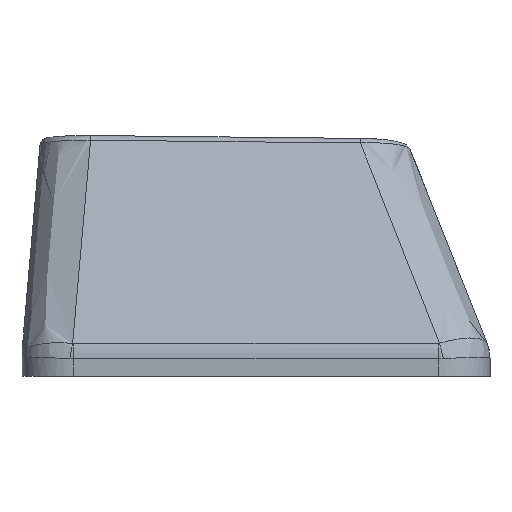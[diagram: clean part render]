
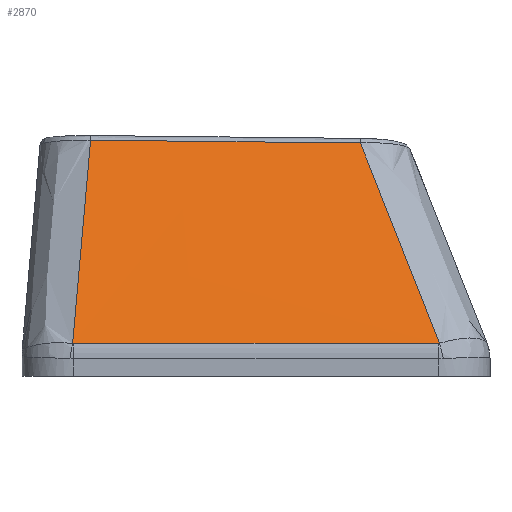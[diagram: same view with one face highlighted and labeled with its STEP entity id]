
A CAD part, left-side view. The second image highlights one B-rep face of the part: STEP entity #2870.
In plain terms, the highlighted free-form (B-spline) face has degree [3, 3] with [4, 4] control points.
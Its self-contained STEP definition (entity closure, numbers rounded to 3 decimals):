
#383=FACE_OUTER_BOUND('',#520,.T.);
#520=EDGE_LOOP('',(#2247,#2248,#2249,#2250,#2251,#2252));
#842=B_SPLINE_CURVE_WITH_KNOTS('',3,(#6163,#6164,#6165,#6166),
 .UNSPECIFIED.,.F.,.F.,(4,4),(0.,0.004),.UNSPECIFIED.);
#844=B_SPLINE_CURVE_WITH_KNOTS('',3,(#6190,#6191,#6192,#6193),
 .UNSPECIFIED.,.F.,.F.,(4,4),(0.,1.416),.UNSPECIFIED.);
#846=B_SPLINE_CURVE_WITH_KNOTS('',3,(#6217,#6218,#6219,#6220),
 .UNSPECIFIED.,.F.,.F.,(4,4),(0.,0.005),.UNSPECIFIED.);
#849=B_SPLINE_CURVE_WITH_KNOTS('',3,(#6316,#6317,#6318,#6319),
 .UNSPECIFIED.,.F.,.F.,(4,4),(0.025,0.925),
 .UNSPECIFIED.);
#850=B_SPLINE_CURVE_WITH_KNOTS('',3,(#6321,#6322,#6323,#6324),
 .UNSPECIFIED.,.F.,.F.,(4,4),(-1.047,0.),
 .UNSPECIFIED.);
#851=B_SPLINE_CURVE_WITH_KNOTS('',3,(#6325,#6326,#6327,#6328),
 .UNSPECIFIED.,.F.,.F.,(4,4),(-0.881,-0.022),
 .UNSPECIFIED.);
#1175=VERTEX_POINT('',#6122);
#1177=VERTEX_POINT('',#6161);
#1179=VERTEX_POINT('',#6188);
#1181=VERTEX_POINT('',#6215);
#1188=VERTEX_POINT('',#6315);
#1189=VERTEX_POINT('',#6320);
#1564=EDGE_CURVE('',#1177,#1175,#842,.T.);
#1567=EDGE_CURVE('',#1179,#1177,#844,.T.);
#1570=EDGE_CURVE('',#1181,#1179,#846,.T.);
#1582=EDGE_CURVE('',#1188,#1181,#849,.T.);
#1583=EDGE_CURVE('',#1189,#1188,#850,.T.);
#1584=EDGE_CURVE('',#1175,#1189,#851,.T.);
#2247=ORIENTED_EDGE('',*,*,#1564,.F.);
#2248=ORIENTED_EDGE('',*,*,#1567,.F.);
#2249=ORIENTED_EDGE('',*,*,#1570,.F.);
#2250=ORIENTED_EDGE('',*,*,#1582,.F.);
#2251=ORIENTED_EDGE('',*,*,#1583,.F.);
#2252=ORIENTED_EDGE('',*,*,#1584,.F.);
#2793=B_SPLINE_SURFACE_WITH_KNOTS('',3,3,((#6299,#6300,#6301,#6302),(#6303,
#6304,#6305,#6306),(#6307,#6308,#6309,#6310),(#6311,#6312,#6313,#6314)),
 .UNSPECIFIED.,.F.,.F.,.F.,(4,4),(4,4),(0.102,0.892),
(0.024,0.966),.UNSPECIFIED.);
#2870=ADVANCED_FACE('',(#383),#2793,.T.);
#6122=CARTESIAN_POINT('',(-18.485,7.116,0.284));
#6161=CARTESIAN_POINT('',(-18.486,7.08,0.281));
#6163=CARTESIAN_POINT('Ctrl Pts',(-18.486,7.08,0.281));
#6164=CARTESIAN_POINT('Ctrl Pts',(-18.486,7.092,0.281));
#6165=CARTESIAN_POINT('Ctrl Pts',(-18.486,7.104,0.282));
#6166=CARTESIAN_POINT('Ctrl Pts',(-18.485,7.116,0.284));
#6188=CARTESIAN_POINT('',(-18.484,-7.081,0.284));
#6190=CARTESIAN_POINT('Ctrl Pts',(-18.484,-7.081,0.284));
#6191=CARTESIAN_POINT('Ctrl Pts',(-18.484,-2.36,0.283));
#6192=CARTESIAN_POINT('Ctrl Pts',(-18.485,2.36,0.282));
#6193=CARTESIAN_POINT('Ctrl Pts',(-18.486,7.08,0.281));
#6215=CARTESIAN_POINT('',(-18.481,-7.128,0.289));
#6217=CARTESIAN_POINT('Ctrl Pts',(-18.481,-7.128,0.289));
#6218=CARTESIAN_POINT('Ctrl Pts',(-18.483,-7.112,0.286));
#6219=CARTESIAN_POINT('Ctrl Pts',(-18.484,-7.097,0.284));
#6220=CARTESIAN_POINT('Ctrl Pts',(-18.484,-7.081,0.284));
#6299=CARTESIAN_POINT('Ctrl Pts',(-15.135,-4.428,8.072));
#6300=CARTESIAN_POINT('Ctrl Pts',(-16.252,-5.329,5.474));
#6301=CARTESIAN_POINT('Ctrl Pts',(-17.369,-6.231,2.876));
#6302=CARTESIAN_POINT('Ctrl Pts',(-18.486,-7.132,0.278));
#6303=CARTESIAN_POINT('Ctrl Pts',(-15.135,-0.675,
8.106));
#6304=CARTESIAN_POINT('Ctrl Pts',(-16.252,-1.244,5.497));
#6305=CARTESIAN_POINT('Ctrl Pts',(-17.369,-1.813,2.888));
#6306=CARTESIAN_POINT('Ctrl Pts',(-18.486,-2.382,0.279));
#6307=CARTESIAN_POINT('Ctrl Pts',(-15.135,3.078,8.139));
#6308=CARTESIAN_POINT('Ctrl Pts',(-16.252,2.841,5.519));
#6309=CARTESIAN_POINT('Ctrl Pts',(-17.369,2.604,2.9));
#6310=CARTESIAN_POINT('Ctrl Pts',(-18.486,2.367,0.28));
#6311=CARTESIAN_POINT('Ctrl Pts',(-15.135,6.831,8.173));
#6312=CARTESIAN_POINT('Ctrl Pts',(-16.252,6.926,5.542));
#6313=CARTESIAN_POINT('Ctrl Pts',(-17.369,7.021,2.912));
#6314=CARTESIAN_POINT('Ctrl Pts',(-18.486,7.116,0.281));
#6315=CARTESIAN_POINT('',(-15.141,-4.05,8.062));
#6316=CARTESIAN_POINT('Ctrl Pts',(-15.141,-4.05,8.062));
#6317=CARTESIAN_POINT('Ctrl Pts',(-16.254,-5.075,5.47));
#6318=CARTESIAN_POINT('Ctrl Pts',(-17.367,-6.101,2.88));
#6319=CARTESIAN_POINT('Ctrl Pts',(-18.481,-7.128,0.289));
#6320=CARTESIAN_POINT('',(-15.135,6.42,8.169));
#6321=CARTESIAN_POINT('Ctrl Pts',(-15.135,6.42,8.169));
#6322=CARTESIAN_POINT('Ctrl Pts',(-15.137,2.93,8.133));
#6323=CARTESIAN_POINT('Ctrl Pts',(-15.139,-0.56,
8.098));
#6324=CARTESIAN_POINT('Ctrl Pts',(-15.141,-4.05,8.062));
#6325=CARTESIAN_POINT('Ctrl Pts',(-18.485,7.116,0.284));
#6326=CARTESIAN_POINT('Ctrl Pts',(-17.369,6.884,2.913));
#6327=CARTESIAN_POINT('Ctrl Pts',(-16.252,6.652,5.541));
#6328=CARTESIAN_POINT('Ctrl Pts',(-15.135,6.42,8.169));
